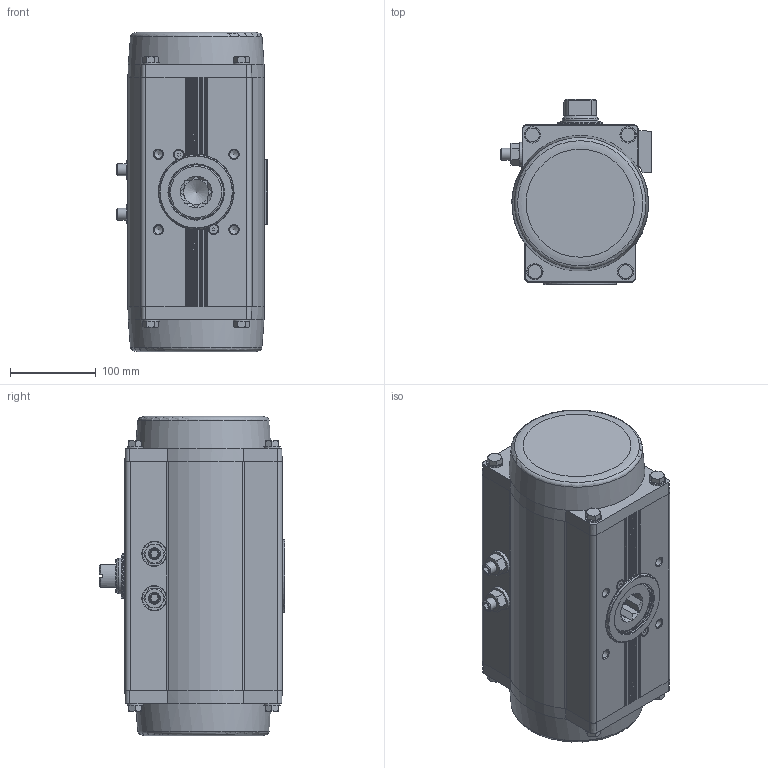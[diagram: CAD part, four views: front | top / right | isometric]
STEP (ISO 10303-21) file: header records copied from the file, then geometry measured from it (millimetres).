
FILE_DESCRIPTION(/* description */ ('STEP AP214'),/* implementation_level */ '2;1');
FILE_NAME(/* name */ '8102868_DFPD-480-RP-90-RS60-F12-R3-C-VDE2',/* time_stamp */ '2024-08-15T18:25:26+02:00',/* author */ ('License CC BY-ND 4.0'),/* organization */ ('CADENAS'),/* preprocessor_version */ 'ST-DEVELOPER v19.3',/* originating_system */ 'PARTsolutions',/* authorisation */ ' ');
FILE_SCHEMA (('TECHNICAL_DATA_PACKAGING','MODEL_BASED_INTEGRATED_MANUFACTURING_SCHEMA','AUTOMOTIVE_DESIGN {1 0 10303 214 3 1 1}'));
Length unit declared in the file: millimetre
Products named in the file (8): 8102868 DFPD-480-RP-90-RS60-F12-R3-C-VDE2---(0); 8042192 DFPD-480-90-RS-F12-C-VDE2---(housing); 8042192 DFPD-480(F10_0)---(shaft); 4167860 SCHEIBE 14.3X28X4-1.4301; DIN 934 - M14(F); 5192465 DFPD-480/700-C--(adj); 8101072 DFPD-CTR-F12--(ctr); 8120158 DFPD-...-C-VDE2---(PS)
Assembly tree (11 placements, depth 2):
  8102868 DFPD-480-RP-90-RS60-F12-R3-C-VDE2---(0)
    8042192 DFPD-480-90-RS-F12-C-VDE2---(housing)
    8042192 DFPD-480(F10_0)---(shaft)
    4167860 SCHEIBE 14.3X28X4-1.4301  x2
    DIN 934 - M14(F)  x2
    5192465 DFPD-480/700-C--(adj)  x2
    8101072 DFPD-CTR-F12--(ctr)
    8120158 DFPD-...-C-VDE2---(PS)  x2
Bounding box: 175.83 x 217 x 374.2 mm (x, y, z)
Volume: 9285317.8 mm3; surface area: 400000.5 mm2
Topology: 11 solids, 11 shells, 751 faces, 1764 edges, 1100 vertices
Faces by surface type: plane 353, cone 178, cylinder 170, torus 48, sphere 2
Full cylindrical faces by diameter (mm): 3 x2, 4.134 x10, 4.2 x1, 4.5 x2, 4.917 x1, 5.5 x2, 5.917 x2, 6.647 x1, 7 x2, 8 x2, 8.5 x2, 10 x2, 10.106 x4, 10.57 x2, 11.445 x2, 11.5 x2, 11.835 x4, 12 x2, 12.4 x1, 14 x2, 14.3 x2, 19 x8, 20.4 x2, 28 x2, 29 x2, 38 x1, 42 x3, 46.5 x1, 49 x2, 53 x2
Entity records: 19034 total; most frequent: CARTESIAN_POINT 3918, DIRECTION 3049, ORIENTED_EDGE 2754, EDGE_CURVE 1377, AXIS2_PLACEMENT_3D 1233, VERTEX_POINT 972, FACE_BOUND 963, EDGE_LOOP 945
